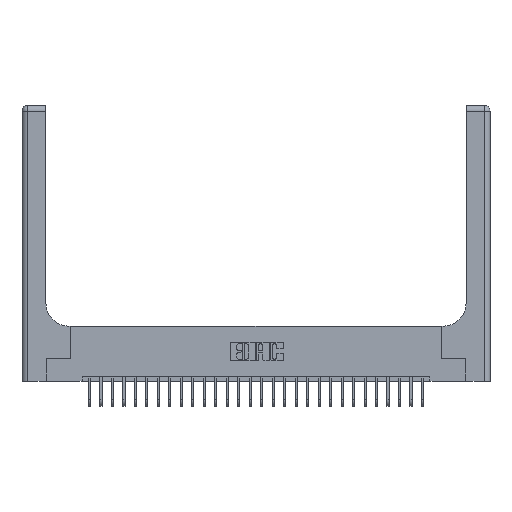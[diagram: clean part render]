
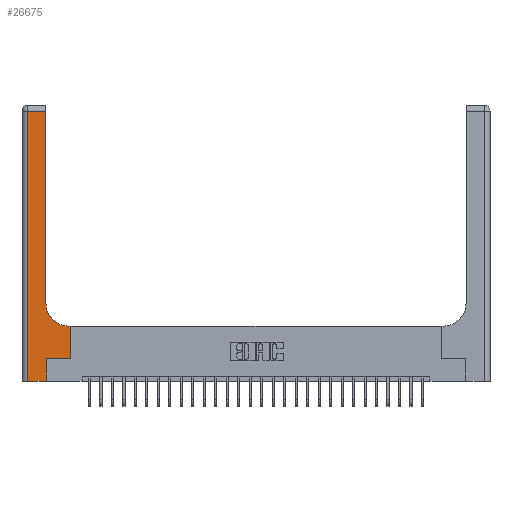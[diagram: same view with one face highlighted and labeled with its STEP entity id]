
A CAD part, top view. The second image highlights one B-rep face of the part: STEP entity #26675.
In plain terms, the highlighted planar face has unit normal (0, 0, 1).
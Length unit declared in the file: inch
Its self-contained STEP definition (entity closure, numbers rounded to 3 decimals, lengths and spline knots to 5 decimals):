
#32 = DIRECTION ( 'NONE',  ( 0., 1., 0. ) ) ;
#624 = FACE_OUTER_BOUND ( 'NONE', #1337, .T. ) ;
#681 = EDGE_CURVE ( 'NONE', #5618, #12656, #21086, .T. ) ;
#857 = VECTOR ( 'NONE', #12358, 39.37008 ) ;
#1337 = EDGE_LOOP ( 'NONE', ( #1738, #26825, #6531, #18230, #27064, #26518, #5551, #14424, #20162 ) ) ;
#1738 = ORIENTED_EDGE ( 'NONE', *, *, #9869, .T. ) ;
#2079 = DIRECTION ( 'NONE',  ( 0., 1., 0. ) ) ;
#2199 = CARTESIAN_POINT ( 'NONE',  ( 0.265, 0., 0.37 ) ) ;
#3370 = DIRECTION ( 'NONE',  ( -1., 0., 0. ) ) ;
#3841 = LINE ( 'NONE', #13063, #16574 ) ;
#5551 = ORIENTED_EDGE ( 'NONE', *, *, #9118, .T. ) ;
#5618 = VERTEX_POINT ( 'NONE', #9207 ) ;
#5707 = VERTEX_POINT ( 'NONE', #13684 ) ;
#5965 = CARTESIAN_POINT ( 'NONE',  ( 0., 0., 0.37 ) ) ;
#6078 = VECTOR ( 'NONE', #21060, 39.37008 ) ;
#6169 = AXIS2_PLACEMENT_3D ( 'NONE', #20080, #7212, #17888 ) ;
#6181 = VERTEX_POINT ( 'NONE', #24934 ) ;
#6531 = ORIENTED_EDGE ( 'NONE', *, *, #22618, .T. ) ;
#6858 = DIRECTION ( 'NONE',  ( -1., 0., 0. ) ) ;
#6934 = EDGE_CURVE ( 'NONE', #21681, #8022, #26978, .T. ) ;
#7212 = DIRECTION ( 'NONE',  ( 0., 0., -1. ) ) ;
#8022 = VERTEX_POINT ( 'NONE', #26307 ) ;
#9118 = EDGE_CURVE ( 'NONE', #20096, #6181, #12978, .T. ) ;
#9207 = CARTESIAN_POINT ( 'NONE',  ( 0.265, 0., 0.37 ) ) ;
#9869 = EDGE_CURVE ( 'NONE', #8022, #17808, #3841, .T. ) ;
#10010 = DIRECTION ( 'NONE',  ( 1., 0., 0. ) ) ;
#12358 = DIRECTION ( 'NONE',  ( 0., -1., 0. ) ) ;
#12646 = LINE ( 'NONE', #21513, #857 ) ;
#12656 = VERTEX_POINT ( 'NONE', #19141 ) ;
#12978 = LINE ( 'NONE', #17773, #21753 ) ;
#13063 = CARTESIAN_POINT ( 'NONE',  ( 0.26, 3., 0.37 ) ) ;
#13684 = CARTESIAN_POINT ( 'NONE',  ( 0.06, 0., 0.37 ) ) ;
#14222 = LINE ( 'NONE', #27580, #20852 ) ;
#14311 = EDGE_CURVE ( 'NONE', #5707, #5618, #25783, .T. ) ;
#14424 = ORIENTED_EDGE ( 'NONE', *, *, #15281, .T. ) ;
#14517 = LINE ( 'NONE', #18858, #6078 ) ;
#14778 = PLANE ( 'NONE',  #19071 ) ;
#14954 = EDGE_CURVE ( 'NONE', #12656, #20096, #14517, .T. ) ;
#15014 = EDGE_CURVE ( 'NONE', #17808, #16010, #14222, .T. ) ;
#15281 = EDGE_CURVE ( 'NONE', #6181, #21681, #26837, .T. ) ;
#16010 = VERTEX_POINT ( 'NONE', #18501 ) ;
#16574 = VECTOR ( 'NONE', #2079, 39.37008 ) ;
#16696 = DIRECTION ( 'NONE',  ( -1., 0., 0. ) ) ;
#17773 = CARTESIAN_POINT ( 'NONE',  ( 0.528, 0.25, 0.37 ) ) ;
#17808 = VERTEX_POINT ( 'NONE', #24451 ) ;
#17888 = DIRECTION ( 'NONE',  ( 1., 0., 0. ) ) ;
#18230 = ORIENTED_EDGE ( 'NONE', *, *, #14311, .T. ) ;
#18501 = CARTESIAN_POINT ( 'NONE',  ( 0.06, 2.94, 0.37 ) ) ;
#18682 = CARTESIAN_POINT ( 'NONE',  ( 0.528, 0.25, 0.37 ) ) ;
#18830 = CARTESIAN_POINT ( 'NONE',  ( 0.51, 0.6, 0.37 ) ) ;
#18858 = CARTESIAN_POINT ( 'NONE',  ( 0.265, 0.25, 0.37 ) ) ;
#19071 = AXIS2_PLACEMENT_3D ( 'NONE', #25947, #23492, #3370 ) ;
#19141 = CARTESIAN_POINT ( 'NONE',  ( 0.265, 0.25, 0.37 ) ) ;
#20080 = CARTESIAN_POINT ( 'NONE',  ( 0.51, 0.85, 0.37 ) ) ;
#20096 = VERTEX_POINT ( 'NONE', #18682 ) ;
#20162 = ORIENTED_EDGE ( 'NONE', *, *, #6934, .T. ) ;
#20852 = VECTOR ( 'NONE', #16696, 39.37008 ) ;
#21060 = DIRECTION ( 'NONE',  ( 1., 0., 0. ) ) ;
#21086 = LINE ( 'NONE', #2199, #22404 ) ;
#21513 = CARTESIAN_POINT ( 'NONE',  ( 0.06, 3., 0.37 ) ) ;
#21681 = VERTEX_POINT ( 'NONE', #18830 ) ;
#21753 = VECTOR ( 'NONE', #28355, 39.37008 ) ;
#22404 = VECTOR ( 'NONE', #32, 39.37008 ) ;
#22618 = EDGE_CURVE ( 'NONE', #16010, #5707, #12646, .T. ) ;
#23492 = DIRECTION ( 'NONE',  ( 0., 0., -1. ) ) ;
#24451 = CARTESIAN_POINT ( 'NONE',  ( 0.26, 2.94, 0.37 ) ) ;
#24934 = CARTESIAN_POINT ( 'NONE',  ( 0.528, 0.6, 0.37 ) ) ;
#25783 = LINE ( 'NONE', #5965, #27311 ) ;
#25947 = CARTESIAN_POINT ( 'NONE',  ( 0., 3., 0.37 ) ) ;
#26307 = CARTESIAN_POINT ( 'NONE',  ( 0.26, 0.85, 0.37 ) ) ;
#26356 = VECTOR ( 'NONE', #6858, 39.37008 ) ;
#26518 = ORIENTED_EDGE ( 'NONE', *, *, #14954, .T. ) ;
#26675 = ADVANCED_FACE ( 'NONE', ( #624 ), #14778, .F. ) ;
#26825 = ORIENTED_EDGE ( 'NONE', *, *, #15014, .T. ) ;
#26837 = LINE ( 'NONE', #28572, #26356 ) ;
#26978 = CIRCLE ( 'NONE', #6169, 0.25 ) ;
#27064 = ORIENTED_EDGE ( 'NONE', *, *, #681, .T. ) ;
#27311 = VECTOR ( 'NONE', #10010, 39.37008 ) ;
#27580 = CARTESIAN_POINT ( 'NONE',  ( 0., 2.94, 0.37 ) ) ;
#28355 = DIRECTION ( 'NONE',  ( 0., 1., 0. ) ) ;
#28572 = CARTESIAN_POINT ( 'NONE',  ( 0.26, 0.6, 0.37 ) ) ;
